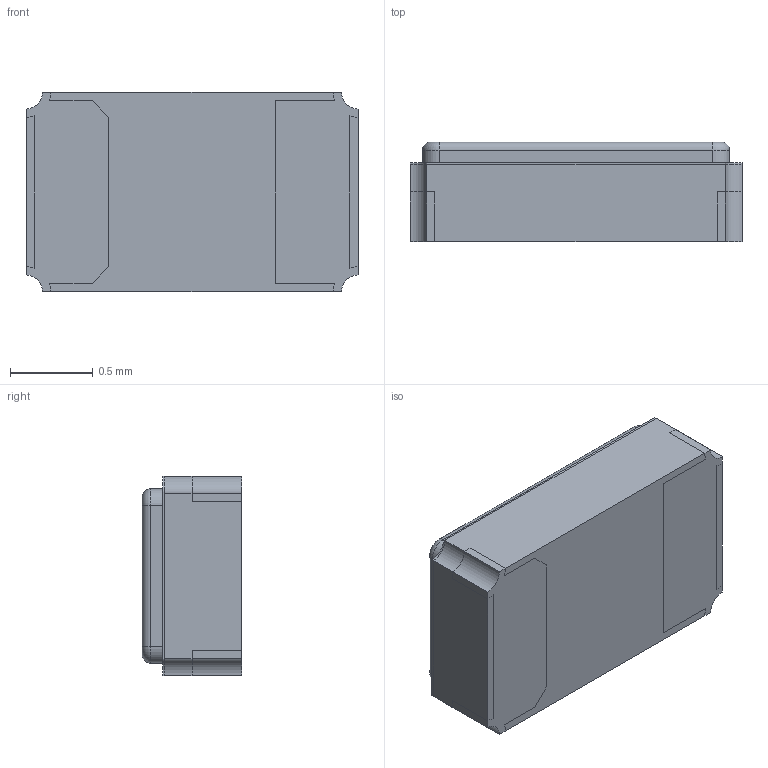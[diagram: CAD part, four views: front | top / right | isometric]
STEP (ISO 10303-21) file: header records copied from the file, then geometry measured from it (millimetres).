
FILE_DESCRIPTION (( 'STEP AP214' ), '1' );
FILE_NAME ('ECS-.327-12.5-12QS-TR.STEP', '2024-10-31T13:15:33', ( '' ), ( '' ), 'SwSTEP 2.0', 'SolidWorks 2021', '' );
FILE_SCHEMA (( 'AUTOMOTIVE_DESIGN' ));
Length unit declared in the file: millimetre
Products named in the file (1): ECS-.327-12.5-12QS-TR
Bounding box: 2 x 0.6 x 1.2 mm (x, y, z)
Volume: 1.4 mm3; surface area: 22.3 mm2
Topology: 5 solids, 5 shells, 94 faces, 244 edges, 160 vertices
Faces by surface type: plane 54, cylinder 36, torus 4
Entity records: 2950 total; most frequent: DIRECTION 510, CARTESIAN_POINT 499, ORIENTED_EDGE 488, EDGE_CURVE 244, AXIS2_PLACEMENT_3D 171, VECTOR 168, LINE 168, VERTEX_POINT 160
